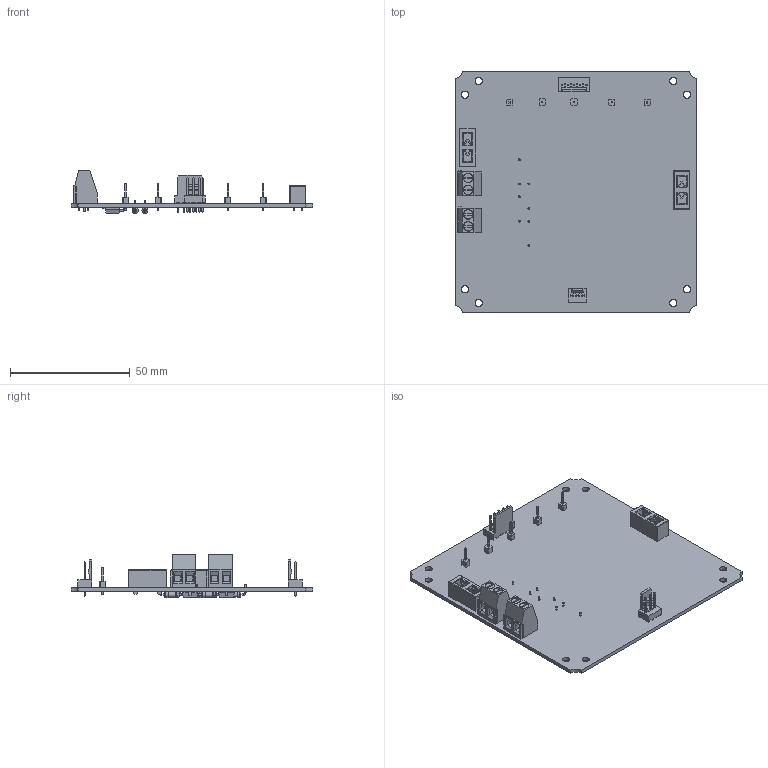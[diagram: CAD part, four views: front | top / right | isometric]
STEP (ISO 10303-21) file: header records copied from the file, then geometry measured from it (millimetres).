
FILE_DESCRIPTION(('KiCad electronic assembly'),'2;1');
FILE_NAME('batteryboard.step','2022-10-18T18:26:57',('Pcbnew'),('Kicad') ,'Open CASCADE STEP processor 7.6','KiCad to STEP converter','Unknown' );
FILE_SCHEMA(('AUTOMOTIVE_DESIGN { 1 0 10303 214 1 1 1 1 }'));
Length unit declared in the file: millimetre
Products named in the file (16): batteryboard 1; PinHeader_1x01_P2.54mm_Vertical; SOLID; TerminalBlock_Phoenix_MKDS-1,5-2_1x02_P5.00mm_Horizontal; Fuseholder_Blade_Mini_Keystone_3568; Molex_KK-254_AE-6410-03A_1x03_P2.54mm_Vertical; Molex_KK-254_AE-6410-05A_1x05_P2.54mm_Vertical; TO-252-2; R_Axial_DIN0207_L6.3mm_D2.5mm_P10.16mm_Horizontal; batteryboard PCB
Assembly tree (25 placements, depth 3):
  batteryboard 1
    PinHeader_1x01_P2.54mm_Vertical  x5
      SOLID
    TerminalBlock_Phoenix_MKDS-1,5-2_1x02_P5.00mm_Horizontal  x2
      SOLID
    Fuseholder_Blade_Mini_Keystone_3568  x2
      SOLID
    Molex_KK-254_AE-6410-03A_1x03_P2.54mm_Vertical
      SOLID
    Molex_KK-254_AE-6410-05A_1x05_P2.54mm_Vertical
      SOLID
    TO-252-2  x2
      SOLID
    R_Axial_DIN0207_L6.3mm_D2.5mm_P10.16mm_Horizontal  x4
      SOLID
    batteryboard PCB
Bounding box: 101 x 101 x 18 mm (x, y, z)
Volume: 20369.7 mm3; surface area: 27451.5 mm2
Topology: 18 solids, 18 shells, 1095 faces, 2819 edges, 1818 vertices
Faces by surface type: bspline 1044, cylinder 45, plane 6
Full cylindrical faces by diameter (mm): 0.8 x8, 1 x5, 1.19 x8, 1.52 x4, 1.78 x8, 3 x8
Entity records: 41550 total; most frequent: CARTESIAN_POINT 14710, B_SPLINE_CURVE_WITH_KNOTS 4136, ORIENTED_EDGE 3294, PCURVE 3290, DEFINITIONAL_REPRESENTATION 3290, EDGE_CURVE 1645, SURFACE_CURVE 1588, VERTEX_POINT 1064
